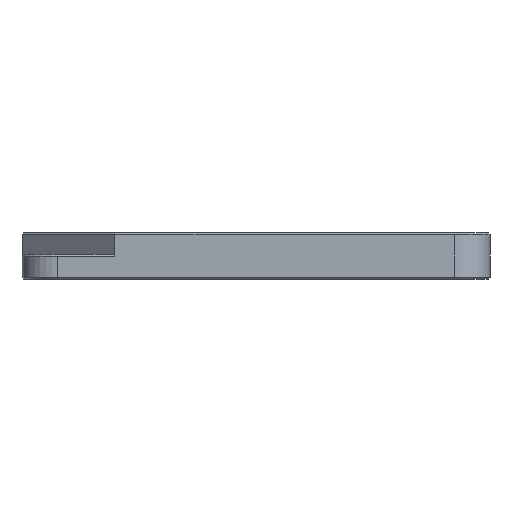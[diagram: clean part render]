
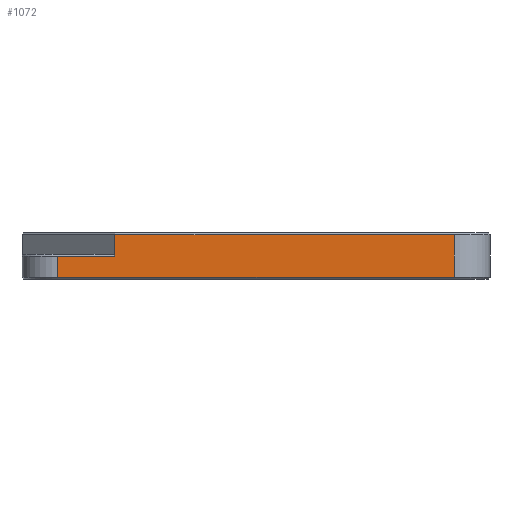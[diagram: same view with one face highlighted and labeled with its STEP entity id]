
A CAD part, left-side view. The second image highlights one B-rep face of the part: STEP entity #1072.
In plain terms, the highlighted planar face has unit normal (-1, 0, 0).
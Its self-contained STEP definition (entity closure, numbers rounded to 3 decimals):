
#1072 = ADVANCED_FACE ( 'NONE', ( #9024 ), #4179, .F. ) ;
#1088 = EDGE_CURVE ( 'NONE', #6909, #18762, #12377, .T. ) ;
#1239 = EDGE_CURVE ( 'NONE', #5689, #7367, #3298, .T. ) ;
#1268 = EDGE_CURVE ( 'NONE', #8740, #13579, #21032, .T. ) ;
#1374 = CARTESIAN_POINT ( 'NONE',  ( 6.412, 15.286, 2.5 ) ) ;
#2073 = DIRECTION ( 'NONE',  ( 0., 1., 0. ) ) ;
#2996 = CARTESIAN_POINT ( 'NONE',  ( 6.412, 110.239, -3.5 ) ) ;
#3298 = LINE ( 'NONE', #11594, #19776 ) ;
#3962 = ORIENTED_EDGE ( 'NONE', *, *, #1088, .F. ) ;
#4158 = DIRECTION ( 'NONE',  ( 0., -1., 0. ) ) ;
#4179 = PLANE ( 'NONE',  #7306 ) ;
#5317 = VECTOR ( 'NONE', #10234, 1000. ) ;
#5444 = CARTESIAN_POINT ( 'NONE',  ( 6.412, 0., -9.5 ) ) ;
#5689 = VERTEX_POINT ( 'NONE', #1374 ) ;
#5703 = LINE ( 'NONE', #15339, #5317 ) ;
#5775 = DIRECTION ( 'NONE',  ( 0., 0., 1. ) ) ;
#5995 = DIRECTION ( 'NONE',  ( 1., 0., 0. ) ) ;
#6193 = DIRECTION ( 'NONE',  ( 0., 0., -1. ) ) ;
#6909 = VERTEX_POINT ( 'NONE', #2996 ) ;
#7306 = AXIS2_PLACEMENT_3D ( 'NONE', #14232, #5995, #19203 ) ;
#7367 = VERTEX_POINT ( 'NONE', #12789 ) ;
#8274 = CARTESIAN_POINT ( 'NONE',  ( 6.412, 110.239, 2.5 ) ) ;
#8601 = EDGE_CURVE ( 'NONE', #13579, #7367, #17140, .T. ) ;
#8740 = VERTEX_POINT ( 'NONE', #9321 ) ;
#9024 = FACE_OUTER_BOUND ( 'NONE', #13336, .T. ) ;
#9321 = CARTESIAN_POINT ( 'NONE',  ( 6.412, 126.239, -3.5 ) ) ;
#9685 = ORIENTED_EDGE ( 'NONE', *, *, #1268, .T. ) ;
#9863 = DIRECTION ( 'NONE',  ( 0., 0., -1. ) ) ;
#10036 = CARTESIAN_POINT ( 'NONE',  ( 6.412, 126.239, -3.5 ) ) ;
#10234 = DIRECTION ( 'NONE',  ( 0., 1., 0. ) ) ;
#10554 = EDGE_CURVE ( 'NONE', #6909, #8740, #11782, .T. ) ;
#11594 = CARTESIAN_POINT ( 'NONE',  ( 6.412, 15.286, 3. ) ) ;
#11782 = LINE ( 'NONE', #10036, #20015 ) ;
#12377 = LINE ( 'NONE', #15843, #15949 ) ;
#12789 = CARTESIAN_POINT ( 'NONE',  ( 6.412, 15.286, -9.5 ) ) ;
#13336 = EDGE_LOOP ( 'NONE', ( #3962, #20375, #9685, #20065, #16737, #19929 ) ) ;
#13579 = VERTEX_POINT ( 'NONE', #14537 ) ;
#14232 = CARTESIAN_POINT ( 'NONE',  ( 6.412, 0., 3. ) ) ;
#14537 = CARTESIAN_POINT ( 'NONE',  ( 6.412, 126.239, -9.5 ) ) ;
#14538 = CARTESIAN_POINT ( 'NONE',  ( 6.412, 126.239, 3. ) ) ;
#15339 = CARTESIAN_POINT ( 'NONE',  ( 6.412, 110.239, 2.5 ) ) ;
#15843 = CARTESIAN_POINT ( 'NONE',  ( 6.412, 110.239, -46.77 ) ) ;
#15949 = VECTOR ( 'NONE', #5775, 1000. ) ;
#16737 = ORIENTED_EDGE ( 'NONE', *, *, #1239, .F. ) ;
#17140 = LINE ( 'NONE', #5444, #17378 ) ;
#17378 = VECTOR ( 'NONE', #4158, 1000. ) ;
#17389 = VECTOR ( 'NONE', #6193, 1000. ) ;
#18762 = VERTEX_POINT ( 'NONE', #8274 ) ;
#19203 = DIRECTION ( 'NONE',  ( 0., 1., 0. ) ) ;
#19776 = VECTOR ( 'NONE', #9863, 1000. ) ;
#19875 = EDGE_CURVE ( 'NONE', #5689, #18762, #5703, .T. ) ;
#19929 = ORIENTED_EDGE ( 'NONE', *, *, #19875, .T. ) ;
#20015 = VECTOR ( 'NONE', #2073, 1000. ) ;
#20065 = ORIENTED_EDGE ( 'NONE', *, *, #8601, .T. ) ;
#20375 = ORIENTED_EDGE ( 'NONE', *, *, #10554, .T. ) ;
#21032 = LINE ( 'NONE', #14538, #17389 ) ;
